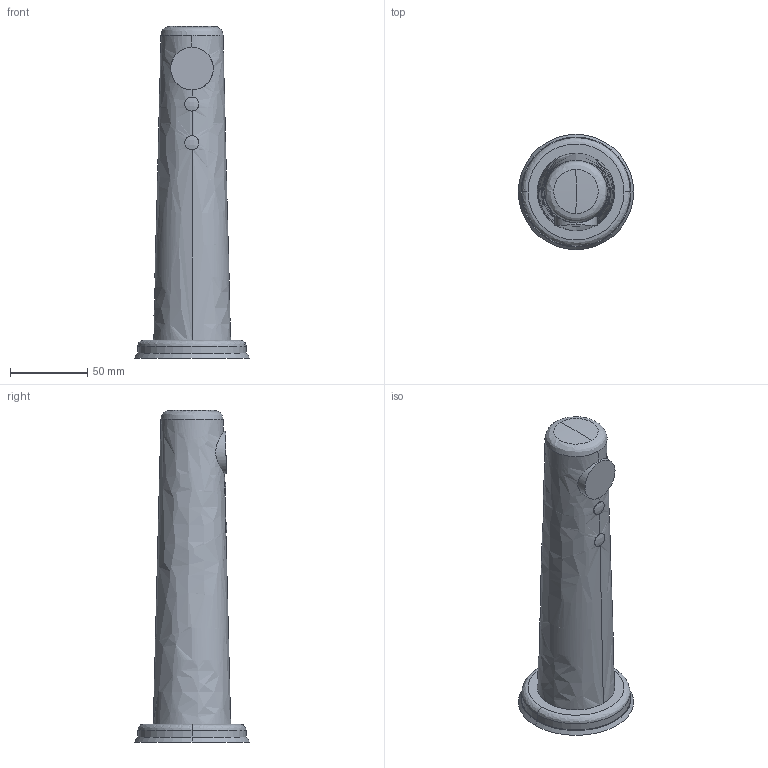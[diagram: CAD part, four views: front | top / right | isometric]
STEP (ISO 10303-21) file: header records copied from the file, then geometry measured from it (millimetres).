
FILE_DESCRIPTION (( 'STEP AP203' ), '1' );
FILE_NAME ('6188Z(2020)+00870019(2020).STEP', '2021-01-19T07:16:20', ( '' ), ( '' ), 'SwSTEP 2.0', 'SolidWorks 2016', '' );
FILE_SCHEMA (( 'CONFIG_CONTROL_DESIGN' ));
Length unit declared in the file: millimetre
Products named in the file (1): 6188Z(2020)+00870019(2020)
Bounding box: 74.5 x 74.5 x 214.5 mm (x, y, z)
Volume: 362756.6 mm3; surface area: 38782.8 mm2
Topology: 1 solids, 1 shells, 27 faces, 61 edges, 39 vertices
Faces by surface type: cone 10, bspline 7, cylinder 4, plane 4, sphere 2
Entity records: 2171 total; most frequent: CARTESIAN_POINT 1534, ORIENTED_EDGE 122, DIRECTION 104, EDGE_CURVE 61, AXIS2_PLACEMENT_3D 45, VERTEX_POINT 39, EDGE_LOOP 30, FACE_OUTER_BOUND 27
